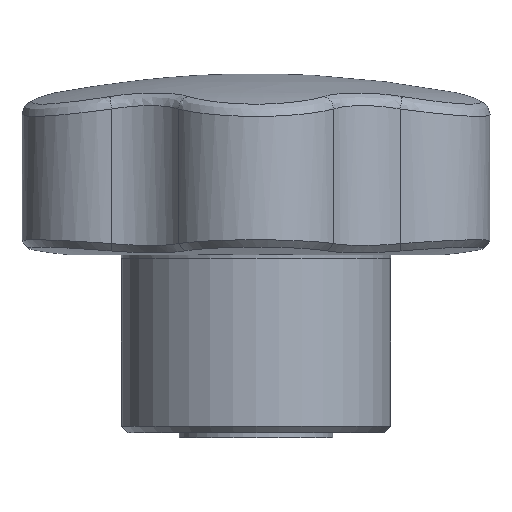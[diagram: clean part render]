
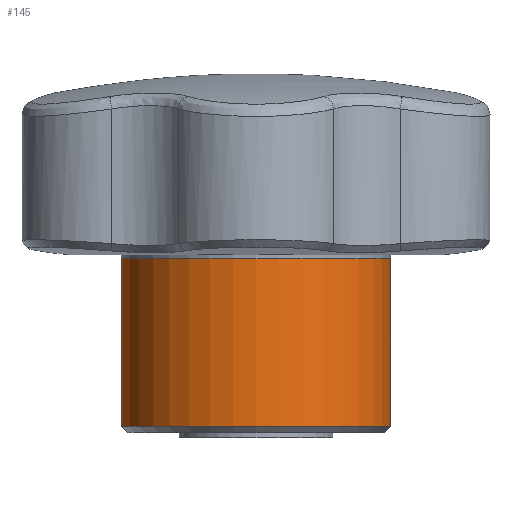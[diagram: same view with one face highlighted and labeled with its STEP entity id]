
A CAD part, left-side view. The second image highlights one B-rep face of the part: STEP entity #145.
In plain terms, the highlighted cylindrical face has radius 10.5 mm (diameter 21 mm), a full revolution.
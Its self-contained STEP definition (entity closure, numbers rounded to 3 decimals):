
#145 = ADVANCED_FACE( '', ( #356, #357 ), #358, .T. );
#356 = FACE_OUTER_BOUND( '', #784, .T. );
#357 = FACE_OUTER_BOUND( '', #785, .T. );
#358 = CYLINDRICAL_SURFACE( '', #786, 10.5 );
#784 = EDGE_LOOP( '', ( #3594 ) );
#785 = EDGE_LOOP( '', ( #3595 ) );
#786 = AXIS2_PLACEMENT_3D( '', #3596, #3597, #3598 );
#3594 = ORIENTED_EDGE( '', *, *, #4208, .T. );
#3595 = ORIENTED_EDGE( '', *, *, #4209, .F. );
#3596 = CARTESIAN_POINT( '', ( 0., 0., 28. ) );
#3597 = DIRECTION( '', ( 0., 0., -1. ) );
#3598 = DIRECTION( '', ( 1., 0., 0. ) );
#4208 = EDGE_CURVE( '', #4547, #4547, #4548, .T. );
#4209 = EDGE_CURVE( '', #4549, #4549, #4550, .T. );
#4547 = VERTEX_POINT( '', #5554 );
#4548 = CIRCLE( '', #5555, 10.5 );
#4549 = VERTEX_POINT( '', #5556 );
#4550 = CIRCLE( '', #5557, 10.5 );
#5554 = CARTESIAN_POINT( '', ( 10.5, 0., 0.137 ) );
#5555 = AXIS2_PLACEMENT_3D( '', #7553, #7554, #7555 );
#5556 = CARTESIAN_POINT( '', ( 10.5, 0., 13.239 ) );
#5557 = AXIS2_PLACEMENT_3D( '', #7556, #7557, #7558 );
#7553 = CARTESIAN_POINT( '', ( 0., 0., 0.137 ) );
#7554 = DIRECTION( '', ( 0., 0., 1. ) );
#7555 = DIRECTION( '', ( 1., 0., 0. ) );
#7556 = CARTESIAN_POINT( '', ( 0., 0., 13.239 ) );
#7557 = DIRECTION( '', ( 0., 0., 1. ) );
#7558 = DIRECTION( '', ( 1., 0., 0. ) );
